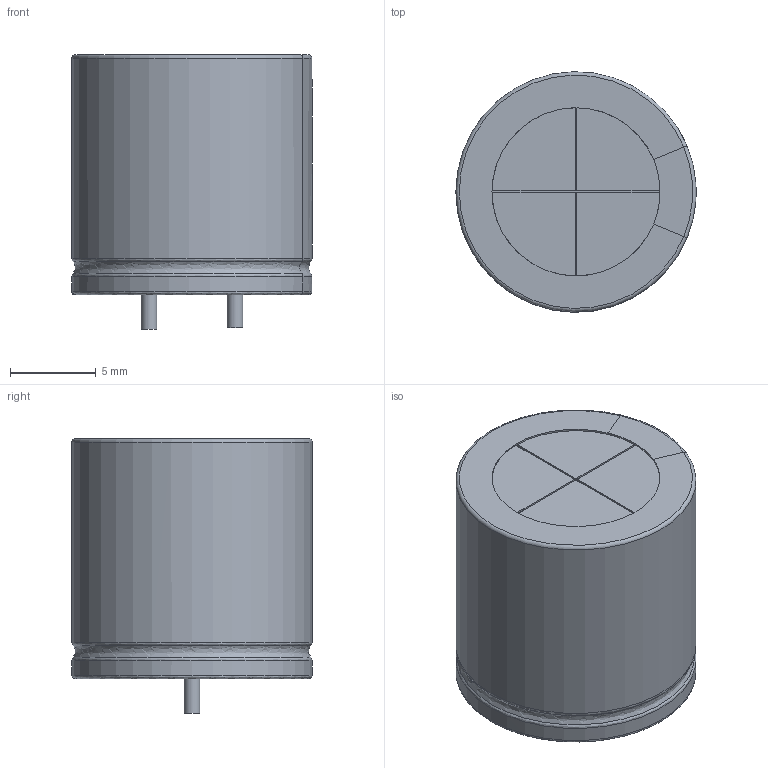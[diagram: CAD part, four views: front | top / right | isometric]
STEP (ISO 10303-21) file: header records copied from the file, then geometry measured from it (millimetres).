
FILE_DESCRIPTION(/* description */ ('model of CP_Radial_D14.0mm_P5.00mm'),/* implementation_level */ '2;1');
FILE_NAME(/* name */ 'CP_Radial_D14.0mm_P5.00mm.step',/* time_stamp */ '2017-05-20T20:39:23',/* author */ ('kicad StepUp','ksu'),/* organization */ ('FreeCAD'),/* preprocessor_version */ 'OCC',/* originating_system */ 'kicad StepUp',/* authorisation */ '');
FILE_SCHEMA(('AUTOMOTIVE_DESIGN_CC2 { 1 2 10303 214 -1 1 5 4 }'));
Length unit declared in the file: millimetre
Products named in the file (1): CP_Radial_D140mm_P500mm
Bounding box: 14 x 14 x 16 mm (x, y, z)
Volume: 2121.4 mm3; surface area: 1099.2 mm2
Topology: 1 solids, 2 shells, 49 faces, 133 edges, 92 vertices
Faces by surface type: plane 23, cylinder 15, bspline 5, revolution 4, torus 2
Full cylindrical faces by diameter (mm): 0.9 x2
Entity records: 1575 total; most frequent: CARTESIAN_POINT 624, ORIENTED_EDGE 225, EDGE_CURVE 133, VERTEX_POINT 92, AXIS2_PLACEMENT_3D 60, FACE_BOUND 53, EDGE_LOOP 53, ADVANCED_FACE 49
